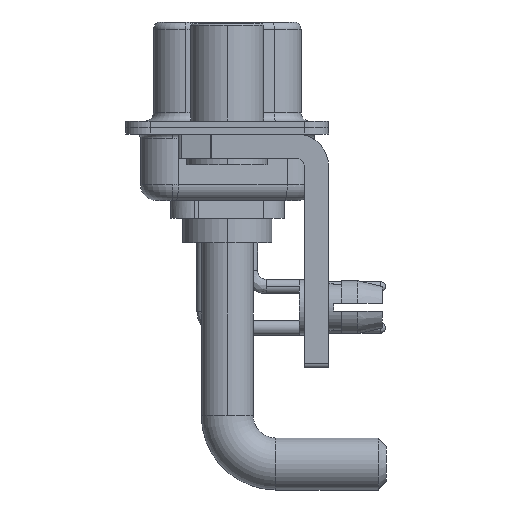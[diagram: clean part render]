
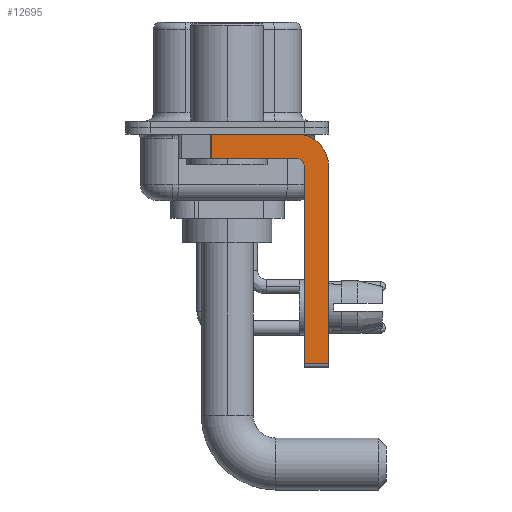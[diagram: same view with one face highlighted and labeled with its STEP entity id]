
A CAD part, left-side view. The second image highlights one B-rep face of the part: STEP entity #12695.
In plain terms, the highlighted planar face has unit normal (-1, 0, 0).
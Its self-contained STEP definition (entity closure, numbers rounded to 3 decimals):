
#59 = VECTOR ( 'NONE', #9961, 1000. ) ;
#534 = AXIS2_PLACEMENT_3D ( 'NONE', #26775, #3592, #22124 ) ;
#1268 = VECTOR ( 'NONE', #25578, 1000. ) ;
#1661 = CARTESIAN_POINT ( 'NONE',  ( -2.9, 0.978, -0.4 ) ) ;
#1798 = VERTEX_POINT ( 'NONE', #10825 ) ;
#2008 = VECTOR ( 'NONE', #15850, 1000. ) ;
#2727 = AXIS2_PLACEMENT_3D ( 'NONE', #3744, #18567, #5950 ) ;
#2928 = CARTESIAN_POINT ( 'NONE',  ( -2.9, -4.25, -14.55 ) ) ;
#2982 = VERTEX_POINT ( 'NONE', #23874 ) ;
#3592 = DIRECTION ( 'NONE',  ( 1., 0., 0. ) ) ;
#3724 = VERTEX_POINT ( 'NONE', #19151 ) ;
#3744 = CARTESIAN_POINT ( 'NONE',  ( -2.9, -4.25, -2.4 ) ) ;
#3902 = CARTESIAN_POINT ( 'NONE',  ( -2.9, 0.978, -1.9 ) ) ;
#4070 = VERTEX_POINT ( 'NONE', #23093 ) ;
#4579 = LINE ( 'NONE', #12839, #1268 ) ;
#4588 = EDGE_CURVE ( 'NONE', #3724, #1798, #26263, .T. ) ;
#4720 = LINE ( 'NONE', #19811, #18372 ) ;
#4856 = EDGE_CURVE ( 'NONE', #17731, #4070, #9530, .T. ) ;
#5950 = DIRECTION ( 'NONE',  ( 0., 0., 1. ) ) ;
#6303 = VERTEX_POINT ( 'NONE', #13508 ) ;
#6347 = CARTESIAN_POINT ( 'NONE',  ( -2.9, -4.25, -0.4 ) ) ;
#7123 = ORIENTED_EDGE ( 'NONE', *, *, #24742, .F. ) ;
#7681 = ORIENTED_EDGE ( 'NONE', *, *, #9670, .T. ) ;
#7926 = VECTOR ( 'NONE', #25444, 1000. ) ;
#8382 = EDGE_CURVE ( 'NONE', #2982, #20414, #4579, .T. ) ;
#8437 = EDGE_CURVE ( 'NONE', #4070, #6303, #4720, .T. ) ;
#8562 = ORIENTED_EDGE ( 'NONE', *, *, #4856, .F. ) ;
#8927 = ORIENTED_EDGE ( 'NONE', *, *, #4588, .F. ) ;
#8989 = ORIENTED_EDGE ( 'NONE', *, *, #8382, .F. ) ;
#9530 = CIRCLE ( 'NONE', #26606, 2. ) ;
#9670 = EDGE_CURVE ( 'NONE', #2982, #6303, #21203, .T. ) ;
#9849 = ORIENTED_EDGE ( 'NONE', *, *, #17931, .F. ) ;
#9961 = DIRECTION ( 'NONE',  ( 0., 0., -1. ) ) ;
#10295 = EDGE_LOOP ( 'NONE', ( #9849, #11158, #8927, #7123, #8989, #7681, #13317, #8562 ) ) ;
#10424 = DIRECTION ( 'NONE',  ( 0., -1., 0. ) ) ;
#10825 = CARTESIAN_POINT ( 'NONE',  ( -2.9, 0.978, -1.9 ) ) ;
#10900 = DIRECTION ( 'NONE',  ( 1., 0., 0. ) ) ;
#11158 = ORIENTED_EDGE ( 'NONE', *, *, #12248, .T. ) ;
#11517 = CIRCLE ( 'NONE', #2727, 0.5 ) ;
#12248 = EDGE_CURVE ( 'NONE', #22678, #1798, #20513, .T. ) ;
#12481 = LINE ( 'NONE', #16717, #13027 ) ;
#12695 = ADVANCED_FACE ( 'NONE', ( #20342 ), #18009, .F. ) ;
#12839 = CARTESIAN_POINT ( 'NONE',  ( -2.9, -4.75, -14.8 ) ) ;
#13027 = VECTOR ( 'NONE', #10424, 1000. ) ;
#13317 = ORIENTED_EDGE ( 'NONE', *, *, #8437, .F. ) ;
#13508 = CARTESIAN_POINT ( 'NONE',  ( -2.9, -6.25, -14.55 ) ) ;
#13937 = CARTESIAN_POINT ( 'NONE',  ( -2.9, -4.25, -1.9 ) ) ;
#15850 = DIRECTION ( 'NONE',  ( 0., 1., 0. ) ) ;
#16717 = CARTESIAN_POINT ( 'NONE',  ( -2.9, 3., -0.4 ) ) ;
#17731 = VERTEX_POINT ( 'NONE', #6347 ) ;
#17931 = EDGE_CURVE ( 'NONE', #22678, #17731, #12481, .T. ) ;
#18009 = PLANE ( 'NONE',  #534 ) ;
#18372 = VECTOR ( 'NONE', #24330, 1000. ) ;
#18567 = DIRECTION ( 'NONE',  ( -1., 0., 0. ) ) ;
#19151 = CARTESIAN_POINT ( 'NONE',  ( -2.9, -4.25, -1.9 ) ) ;
#19811 = CARTESIAN_POINT ( 'NONE',  ( -2.9, -6.25, -2.4 ) ) ;
#20342 = FACE_OUTER_BOUND ( 'NONE', #10295, .T. ) ;
#20414 = VERTEX_POINT ( 'NONE', #22653 ) ;
#20513 = LINE ( 'NONE', #3902, #59 ) ;
#21203 = LINE ( 'NONE', #2928, #7926 ) ;
#21447 = CARTESIAN_POINT ( 'NONE',  ( -2.9, -4.25, -2.4 ) ) ;
#22124 = DIRECTION ( 'NONE',  ( 0., 0., -1. ) ) ;
#22653 = CARTESIAN_POINT ( 'NONE',  ( -2.9, -4.75, -2.4 ) ) ;
#22678 = VERTEX_POINT ( 'NONE', #1661 ) ;
#23093 = CARTESIAN_POINT ( 'NONE',  ( -2.9, -6.25, -2.4 ) ) ;
#23227 = DIRECTION ( 'NONE',  ( 0., 0., -1. ) ) ;
#23874 = CARTESIAN_POINT ( 'NONE',  ( -2.9, -4.75, -14.55 ) ) ;
#24330 = DIRECTION ( 'NONE',  ( 0., 0., -1. ) ) ;
#24742 = EDGE_CURVE ( 'NONE', #20414, #3724, #11517, .T. ) ;
#25444 = DIRECTION ( 'NONE',  ( 0., -1., 0. ) ) ;
#25578 = DIRECTION ( 'NONE',  ( 0., 0., 1. ) ) ;
#26263 = LINE ( 'NONE', #13937, #2008 ) ;
#26606 = AXIS2_PLACEMENT_3D ( 'NONE', #21447, #10900, #23227 ) ;
#26775 = CARTESIAN_POINT ( 'NONE',  ( -2.9, -4.25, -2.4 ) ) ;
